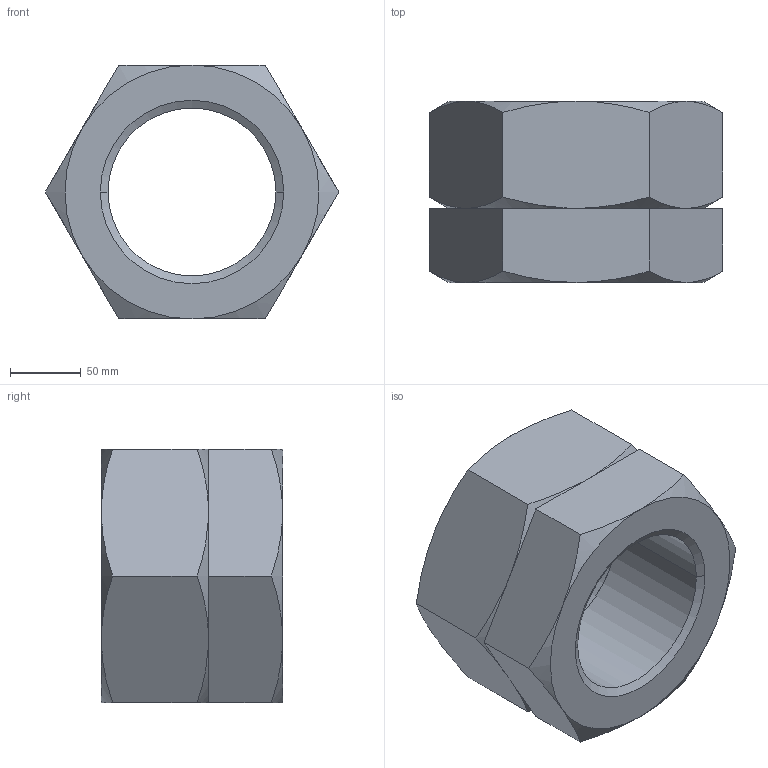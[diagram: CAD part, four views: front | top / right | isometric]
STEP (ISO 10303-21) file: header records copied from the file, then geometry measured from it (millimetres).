
FILE_DESCRIPTION((''),'2;1');
FILE_NAME('0RTHN125_____0','2019-10-29T14:27:54',('kim.bk'),(''),'CREO PARAMETRIC BY PTC INC, 2019010','CREO PARAMETRIC BY PTC INC, 2019010','');
FILE_SCHEMA(('CONFIG_CONTROL_DESIGN'));
Length unit declared in the file: millimetre
Products named in the file (1): 0RTHN125_____0
Bounding box: 207.85 x 128.6 x 180 mm (x, y, z)
Volume: 2150499.6 mm3; surface area: 209305.4 mm2
Topology: 2 solids, 2 shells, 327 faces, 905 edges, 598 vertices
Faces by surface type: plane 297, cone 26, cylinder 4
Entity records: 10441 total; most frequent: CARTESIAN_POINT 2070, ORIENTED_EDGE 1810, DIRECTION 1561, EDGE_CURVE 905, VECTOR 831, LINE 831, VERTEX_POINT 598, AXIS2_PLACEMENT_3D 365
